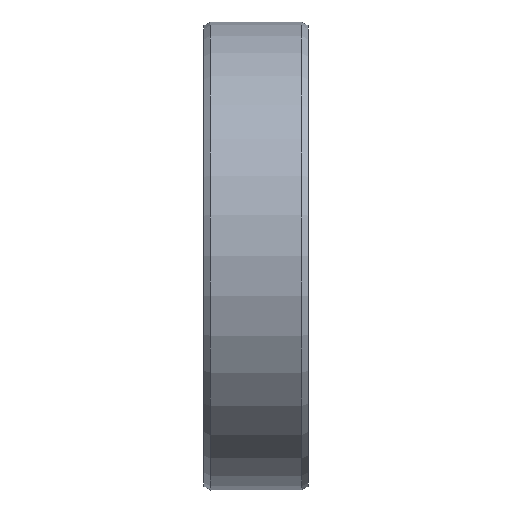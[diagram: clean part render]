
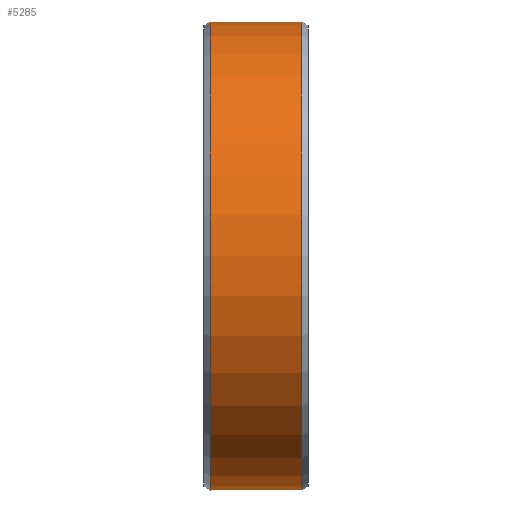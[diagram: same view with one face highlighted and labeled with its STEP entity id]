
A CAD part, top view. The second image highlights one B-rep face of the part: STEP entity #5285.
In plain terms, the highlighted cylindrical face has radius 45 mm (diameter 90 mm), a partial arc.
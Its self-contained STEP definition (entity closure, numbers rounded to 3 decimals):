
#4846=CARTESIAN_POINT('',(-8.8,0.,
0.));
#4847=DIRECTION('',(1.,0.,0.));
#4848=DIRECTION('',(0.,1.,0.));
#4849=AXIS2_PLACEMENT_3D('',#4846,#4847,#4848);
#4851=CARTESIAN_POINT('',(-8.8,0.,
0.));
#4852=DIRECTION('',(1.,0.,0.));
#4853=DIRECTION('',(0.,0.,1.));
#4854=AXIS2_PLACEMENT_3D('',#4851,#4852,#4853);
#4860=DIRECTION('',(-1.,0.,0.));
#4861=VECTOR('',#4860,17.6);
#4862=CARTESIAN_POINT('',(8.8,-45.,0.));
#4863=LINE('',#4862,#4861);
#4864=CARTESIAN_POINT('',(8.8,0.,0.));
#4865=DIRECTION('',(-1.,0.,0.));
#4866=DIRECTION('',(0.,-1.,0.));
#4867=AXIS2_PLACEMENT_3D('',#4864,#4865,#4866);
#4869=CARTESIAN_POINT('',(8.8,0.,0.));
#4870=DIRECTION('',(-1.,0.,0.));
#4871=DIRECTION('',(0.,0.,1.));
#4872=AXIS2_PLACEMENT_3D('',#4869,#4870,#4871);
#4932=DIRECTION('',(-1.,0.,0.));
#4933=VECTOR('',#4932,17.6);
#4934=CARTESIAN_POINT('',(8.8,45.,0.));
#4935=LINE('',#4934,#4933);
#5128=CARTESIAN_POINT('',(-8.8,-45.,0.));
#5129=VERTEX_POINT('',#5128);
#5131=CARTESIAN_POINT('',(-8.8,45.,0.));
#5133=VERTEX_POINT('',#5131);
#5134=CARTESIAN_POINT('',(-8.8,0.,45.));
#5135=VERTEX_POINT('',#5134);
#5136=CARTESIAN_POINT('',(8.8,0.,45.));
#5137=CARTESIAN_POINT('',(8.8,45.,0.));
#5138=VERTEX_POINT('',#5136);
#5139=VERTEX_POINT('',#5137);
#5140=CARTESIAN_POINT('',(8.8,-45.,0.));
#5141=VERTEX_POINT('',#5140);
#5268=CARTESIAN_POINT('',(-10.,0.,0.));
#5269=DIRECTION('',(1.,0.,0.));
#5270=DIRECTION('',(0.,-1.,0.));
#5271=AXIS2_PLACEMENT_3D('',#5268,#5269,#5270);
#5272=CYLINDRICAL_SURFACE('',#5271,45.);
#5274=ORIENTED_EDGE('',*,*,#5273,.F.);
#5276=ORIENTED_EDGE('',*,*,#5275,.F.);
#5278=ORIENTED_EDGE('',*,*,#5277,.T.);
#5279=ORIENTED_EDGE('',*,*,#5262,.F.);
#5280=ORIENTED_EDGE('',*,*,#5260,.F.);
#5282=ORIENTED_EDGE('',*,*,#5281,.F.);
#5283=EDGE_LOOP('',(#5274,#5276,#5278,#5279,#5280,#5282));
#5284=FACE_OUTER_BOUND('',#5283,.F.);
#4850=CIRCLE('',#4849,45.);
#4855=CIRCLE('',#4854,45.);
#4868=CIRCLE('',#4867,45.);
#4873=CIRCLE('',#4872,45.);
#5260=EDGE_CURVE('',#5133,#5135,#4850,.T.);
#5262=EDGE_CURVE('',#5135,#5129,#4855,.T.);
#5273=EDGE_CURVE('',#5138,#5139,#4873,.T.);
#5275=EDGE_CURVE('',#5141,#5138,#4868,.T.);
#5277=EDGE_CURVE('',#5141,#5129,#4863,.T.);
#5281=EDGE_CURVE('',#5139,#5133,#4935,.T.);
#5285=ADVANCED_FACE('',(#5284),#5272,.T.);
